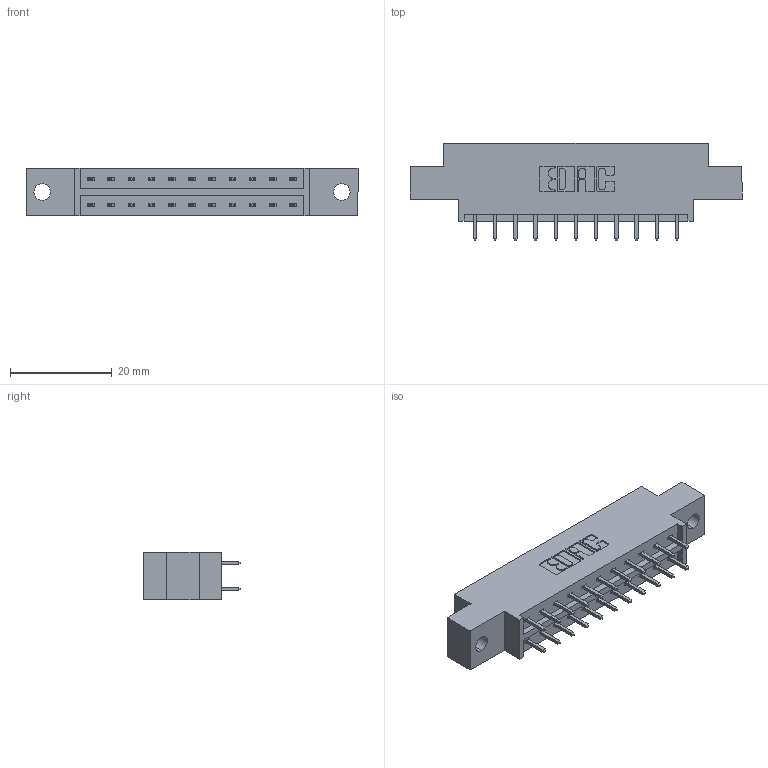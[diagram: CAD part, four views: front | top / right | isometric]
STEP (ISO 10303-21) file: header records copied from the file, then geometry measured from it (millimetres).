
FILE_DESCRIPTION (( 'STEP AP203' ), '1' );
FILE_NAME ('833-022-521-802.STEP', '2020-06-01T16:17:29', ( '' ), ( '' ), 'SwSTEP 2.0', 'SolidWorks 2020', '' );
FILE_SCHEMA (( 'CONFIG_CONTROL_DESIGN' ));
Length unit declared in the file: inch
Products named in the file (3): 833 Part_Offset - .128 Dia; 833-022-521-802; 345-292-001_345-293-121
Assembly tree (23 placements, depth 2):
  833-022-521-802
    833 Part_Offset - .128 Dia
    345-292-001_345-293-121  x22
Bounding box: 65.13 x 19.06 x 9.4 mm (x, y, z)
Volume: 6085.6 mm3; surface area: 6745.8 mm2
Topology: 23 solids, 23 shells, 1262 faces, 3733 edges, 2458 vertices
Faces by surface type: plane 866, cylinder 396
Entity records: 11239 total; most frequent: CARTESIAN_POINT 1902, ORIENTED_EDGE 1838, DIRECTION 1679, EDGE_CURVE 919, VECTOR 791, LINE 791, VERTEX_POINT 610, AXIS2_PLACEMENT_3D 444
